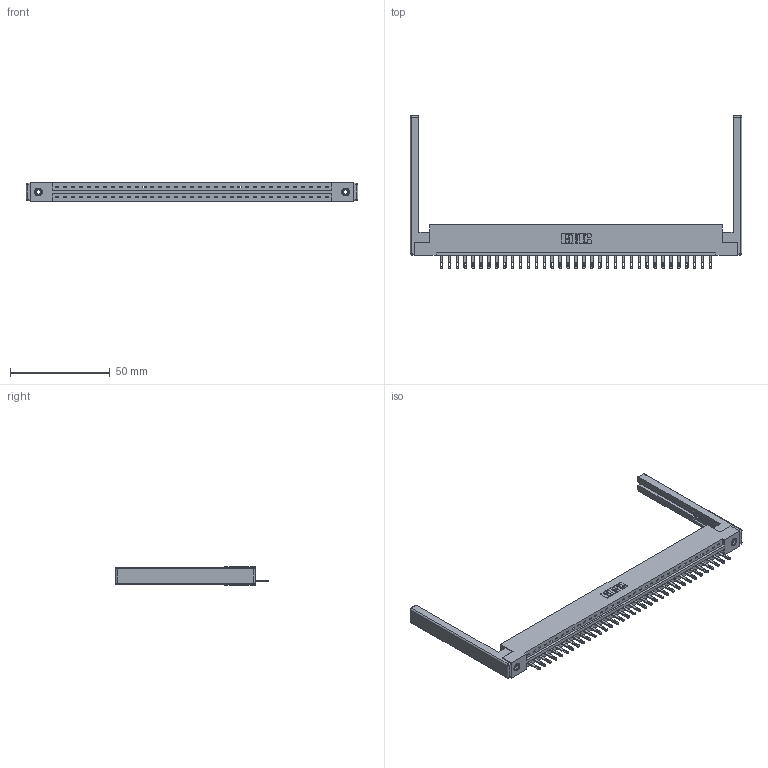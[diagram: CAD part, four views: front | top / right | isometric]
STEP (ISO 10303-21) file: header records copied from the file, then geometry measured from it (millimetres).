
FILE_DESCRIPTION (( 'STEP AP203' ), '1' );
FILE_NAME ('337-035-500-168.STEP', '2019-10-01T12:23:08', ( '' ), ( '' ), 'SwSTEP 2.0', 'SolidWorks 2016', '' );
FILE_SCHEMA (( 'CONFIG_CONTROL_DESIGN' ));
Length unit declared in the file: inch
Products named in the file (5): 345-292-001_345-293-100; 337-035-500-168; 337 Part_Flush Mounting Lugs - 0.156 Dia-TI; 307-220-068; 345-250-001_345-250-001-102
Assembly tree (40 placements, depth 2):
  337-035-500-168
    337 Part_Flush Mounting Lugs - 0.156 Dia-TI
    345-292-001_345-293-100  x35
    345-250-001_345-250-001-102  x2
    307-220-068  x2
Bounding box: 166.12 x 76.59 x 9.4 mm (x, y, z)
Volume: 21590.3 mm3; surface area: 21908.2 mm2
Topology: 40 solids, 40 shells, 2298 faces, 7001 edges, 4646 vertices
Faces by surface type: plane 1558, cylinder 716, cone 12, sphere 8, torus 4
Entity records: 29612 total; most frequent: CARTESIAN_POINT 5112, ORIENTED_EDGE 5072, DIRECTION 4392, EDGE_CURVE 2536, VECTOR 2354, LINE 2354, VERTEX_POINT 1682, AXIS2_PLACEMENT_3D 1019
